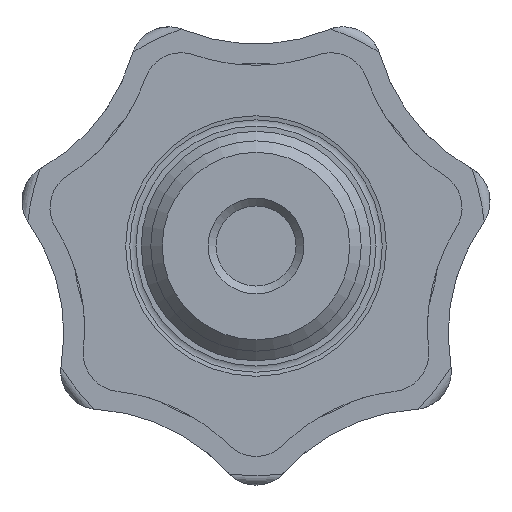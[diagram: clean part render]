
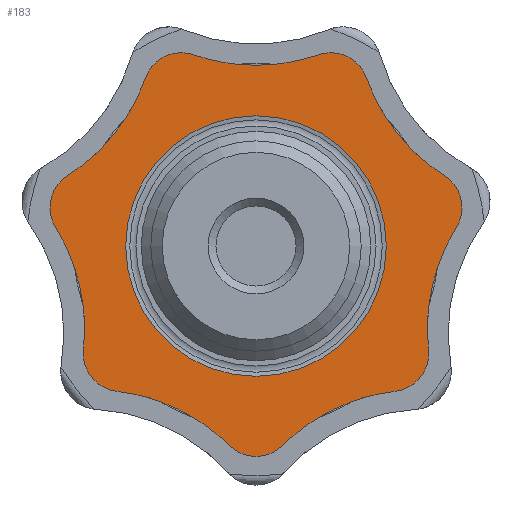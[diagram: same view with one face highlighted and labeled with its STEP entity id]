
A CAD part, front view. The second image highlights one B-rep face of the part: STEP entity #183.
In plain terms, the highlighted planar face has unit normal (0, -1, 0).
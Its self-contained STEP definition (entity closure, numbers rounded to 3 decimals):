
#183 = ADVANCED_FACE( '', ( #376, #377 ), #378, .F. );
#376 = FACE_OUTER_BOUND( '', #568, .T. );
#377 = FACE_BOUND( '', #569, .T. );
#378 = PLANE( '', #570 );
#568 = EDGE_LOOP( '', ( #1070, #1071, #1072, #1073, #1074, #1075, #1076, #1077, #1078, #1079, #1080, #1081, #1082, #1083 ) );
#569 = EDGE_LOOP( '', ( #1084 ) );
#570 = AXIS2_PLACEMENT_3D( '', #1085, #1086, #1087 );
#1070 = ORIENTED_EDGE( '', *, *, #1191, .T. );
#1071 = ORIENTED_EDGE( '', *, *, #1181, .F. );
#1072 = ORIENTED_EDGE( '', *, *, #1315, .T. );
#1073 = ORIENTED_EDGE( '', *, *, #1248, .F. );
#1074 = ORIENTED_EDGE( '', *, *, #1317, .T. );
#1075 = ORIENTED_EDGE( '', *, *, #1292, .F. );
#1076 = ORIENTED_EDGE( '', *, *, #1287, .T. );
#1077 = ORIENTED_EDGE( '', *, *, #1167, .F. );
#1078 = ORIENTED_EDGE( '', *, *, #1156, .T. );
#1079 = ORIENTED_EDGE( '', *, *, #1296, .F. );
#1080 = ORIENTED_EDGE( '', *, *, #1263, .T. );
#1081 = ORIENTED_EDGE( '', *, *, #1319, .F. );
#1082 = ORIENTED_EDGE( '', *, *, #1280, .T. );
#1083 = ORIENTED_EDGE( '', *, *, #1326, .F. );
#1084 = ORIENTED_EDGE( '', *, *, #1321, .F. );
#1085 = CARTESIAN_POINT( '', ( -26.004, 27.6, -9.941 ) );
#1086 = DIRECTION( '', ( 0., 1., 0. ) );
#1087 = DIRECTION( '', ( 0., 0., 1. ) );
#1156 = EDGE_CURVE( '', #1391, #1388, #1392, .T. );
#1167 = EDGE_CURVE( '', #1391, #1406, #1410, .T. );
#1181 = EDGE_CURVE( '', #1432, #1427, #1434, .T. );
#1191 = EDGE_CURVE( '', #1449, #1427, #1450, .T. );
#1248 = EDGE_CURVE( '', #1543, #1541, #1545, .T. );
#1263 = EDGE_CURVE( '', #1565, #1563, #1566, .T. );
#1280 = EDGE_CURVE( '', #1588, #1586, #1589, .T. );
#1287 = EDGE_CURVE( '', #1597, #1406, #1598, .T. );
#1292 = EDGE_CURVE( '', #1597, #1602, #1604, .T. );
#1296 = EDGE_CURVE( '', #1565, #1388, #1608, .T. );
#1315 = EDGE_CURVE( '', #1432, #1541, #1633, .T. );
#1317 = EDGE_CURVE( '', #1543, #1602, #1635, .T. );
#1319 = EDGE_CURVE( '', #1588, #1563, #1637, .T. );
#1321 = EDGE_CURVE( '', #1639, #1639, #1640, .F. );
#1326 = EDGE_CURVE( '', #1449, #1586, #1645, .T. );
#1388 = VERTEX_POINT( '', #1839 );
#1391 = VERTEX_POINT( '', #1843 );
#1392 = CIRCLE( '', #1844, 20. );
#1406 = VERTEX_POINT( '', #1868 );
#1410 = CIRCLE( '', #1873, 4. );
#1427 = VERTEX_POINT( '', #1943 );
#1432 = VERTEX_POINT( '', #1949 );
#1434 = CIRCLE( '', #1952, 4. );
#1449 = VERTEX_POINT( '', #1993 );
#1450 = CIRCLE( '', #1994, 20. );
#1541 = VERTEX_POINT( '', #2129 );
#1543 = VERTEX_POINT( '', #2132 );
#1545 = CIRCLE( '', #2135, 4. );
#1563 = VERTEX_POINT( '', #2218 );
#1565 = VERTEX_POINT( '', #2221 );
#1566 = CIRCLE( '', #2222, 20. );
#1586 = VERTEX_POINT( '', #2313 );
#1588 = VERTEX_POINT( '', #2316 );
#1589 = CIRCLE( '', #2317, 20. );
#1597 = VERTEX_POINT( '', #2361 );
#1598 = CIRCLE( '', #2362, 20. );
#1602 = VERTEX_POINT( '', #2367 );
#1604 = CIRCLE( '', #2370, 4. );
#1608 = CIRCLE( '', #2399, 4. );
#1633 = CIRCLE( '', #2519, 20. );
#1635 = CIRCLE( '', #2521, 20. );
#1637 = CIRCLE( '', #2523, 4. );
#1639 = VERTEX_POINT( '', #2525 );
#1640 = CIRCLE( '', #2526, 13.625 );
#1645 = CIRCLE( '', #2556, 4. );
#1839 = CARTESIAN_POINT( '', ( 11.579, 27.6, 17.558 ) );
#1843 = CARTESIAN_POINT( '', ( 19.694, 27.6, 7.381 ) );
#1844 = AXIS2_PLACEMENT_3D( '', #2597, #2598, #2599 );
#1868 = CARTESIAN_POINT( '', ( 20.947, 27.6, 1.895 ) );
#1873 = AXIS2_PLACEMENT_3D( '', #2617, #2618, #2619 );
#1943 = CARTESIAN_POINT( '', ( -18.05, 27.6, -10.795 ) );
#1949 = CARTESIAN_POINT( '', ( -14.541, 27.6, -15.195 ) );
#1952 = AXIS2_PLACEMENT_3D( '', #2634, #2635, #2636 );
#1993 = CARTESIAN_POINT( '', ( -20.947, 27.6, 1.895 ) );
#1994 = AXIS2_PLACEMENT_3D( '', #2645, #2646, #2647 );
#2129 = CARTESIAN_POINT( '', ( -2.814, 27.6, -20.843 ) );
#2132 = CARTESIAN_POINT( '', ( 2.814, 27.6, -20.843 ) );
#2135 = AXIS2_PLACEMENT_3D( '', #2781, #2782, #2783 );
#2218 = CARTESIAN_POINT( '', ( -6.508, 27.6, 20. ) );
#2221 = CARTESIAN_POINT( '', ( 6.508, 27.6, 20. ) );
#2222 = AXIS2_PLACEMENT_3D( '', #2789, #2790, #2791 );
#2313 = CARTESIAN_POINT( '', ( -19.694, 27.6, 7.381 ) );
#2316 = CARTESIAN_POINT( '', ( -11.579, 27.6, 17.558 ) );
#2317 = AXIS2_PLACEMENT_3D( '', #2798, #2799, #2800 );
#2361 = CARTESIAN_POINT( '', ( 18.05, 27.6, -10.795 ) );
#2362 = AXIS2_PLACEMENT_3D( '', #2803, #2804, #2805 );
#2367 = CARTESIAN_POINT( '', ( 14.541, 27.6, -15.195 ) );
#2370 = AXIS2_PLACEMENT_3D( '', #2808, #2809, #2810 );
#2399 = AXIS2_PLACEMENT_3D( '', #2811, #2812, #2813 );
#2519 = AXIS2_PLACEMENT_3D( '', #2821, #2822, #2823 );
#2521 = AXIS2_PLACEMENT_3D( '', #2824, #2825, #2826 );
#2523 = AXIS2_PLACEMENT_3D( '', #2827, #2828, #2829 );
#2525 = CARTESIAN_POINT( '', ( 0., 27.6, 13.625 ) );
#2526 = AXIS2_PLACEMENT_3D( '', #2830, #2831, #2832 );
#2556 = AXIS2_PLACEMENT_3D( '', #2833, #2834, #2835 );
#2597 = CARTESIAN_POINT( '', ( 30.422, 27.6, 24.261 ) );
#2598 = DIRECTION( '', ( 0., 1., 0. ) );
#2599 = DIRECTION( '', ( 1., 0., 0. ) );
#2617 = CARTESIAN_POINT( '', ( 17.549, 27.6, 4.005 ) );
#2618 = DIRECTION( '', ( 0., 1., 0. ) );
#2619 = DIRECTION( '', ( 1., 0., 0. ) );
#2634 = CARTESIAN_POINT( '', ( -14.073, 27.6, -11.223 ) );
#2635 = DIRECTION( '', ( 0., 1., 0. ) );
#2636 = DIRECTION( '', ( 1., 0., 0. ) );
#2645 = CARTESIAN_POINT( '', ( -37.936, 27.6, -8.659 ) );
#2646 = DIRECTION( '', ( 0., 1., 0. ) );
#2647 = DIRECTION( '', ( 1., 0., 0. ) );
#2781 = CARTESIAN_POINT( '', ( 0., 27.6, -18. ) );
#2782 = DIRECTION( '', ( 0., 1., 0. ) );
#2783 = DIRECTION( '', ( 1., 0., 0. ) );
#2789 = CARTESIAN_POINT( '', ( 0., 27.6, 38.911 ) );
#2790 = DIRECTION( '', ( 0., 1., 0. ) );
#2791 = DIRECTION( '', ( 1., 0., 0. ) );
#2798 = CARTESIAN_POINT( '', ( -30.422, 27.6, 24.261 ) );
#2799 = DIRECTION( '', ( 0., 1., 0. ) );
#2800 = DIRECTION( '', ( 1., 0., 0. ) );
#2803 = CARTESIAN_POINT( '', ( 37.936, 27.6, -8.659 ) );
#2804 = DIRECTION( '', ( 0., 1., 0. ) );
#2805 = DIRECTION( '', ( 1., 0., 0. ) );
#2808 = CARTESIAN_POINT( '', ( 14.073, 27.6, -11.223 ) );
#2809 = DIRECTION( '', ( 0., 1., 0. ) );
#2810 = DIRECTION( '', ( 1., 0., 0. ) );
#2811 = CARTESIAN_POINT( '', ( 7.81, 27.6, 16.217 ) );
#2812 = DIRECTION( '', ( 0., 1., 0. ) );
#2813 = DIRECTION( '', ( 1., 0., 0. ) );
#2821 = CARTESIAN_POINT( '', ( -16.883, 27.6, -35.058 ) );
#2822 = DIRECTION( '', ( 0., 1., 0. ) );
#2823 = DIRECTION( '', ( 1., 0., 0. ) );
#2824 = CARTESIAN_POINT( '', ( 16.883, 27.6, -35.058 ) );
#2825 = DIRECTION( '', ( 0., 1., 0. ) );
#2826 = DIRECTION( '', ( 1., 0., 0. ) );
#2827 = CARTESIAN_POINT( '', ( -7.81, 27.6, 16.217 ) );
#2828 = DIRECTION( '', ( 0., 1., 0. ) );
#2829 = DIRECTION( '', ( 1., 0., 0. ) );
#2830 = CARTESIAN_POINT( '', ( 0., 27.6, 0. ) );
#2831 = DIRECTION( '', ( 0., 1., 0. ) );
#2832 = DIRECTION( '', ( 0., 0., 1. ) );
#2833 = CARTESIAN_POINT( '', ( -17.549, 27.6, 4.005 ) );
#2834 = DIRECTION( '', ( 0., 1., 0. ) );
#2835 = DIRECTION( '', ( 1., 0., 0. ) );
